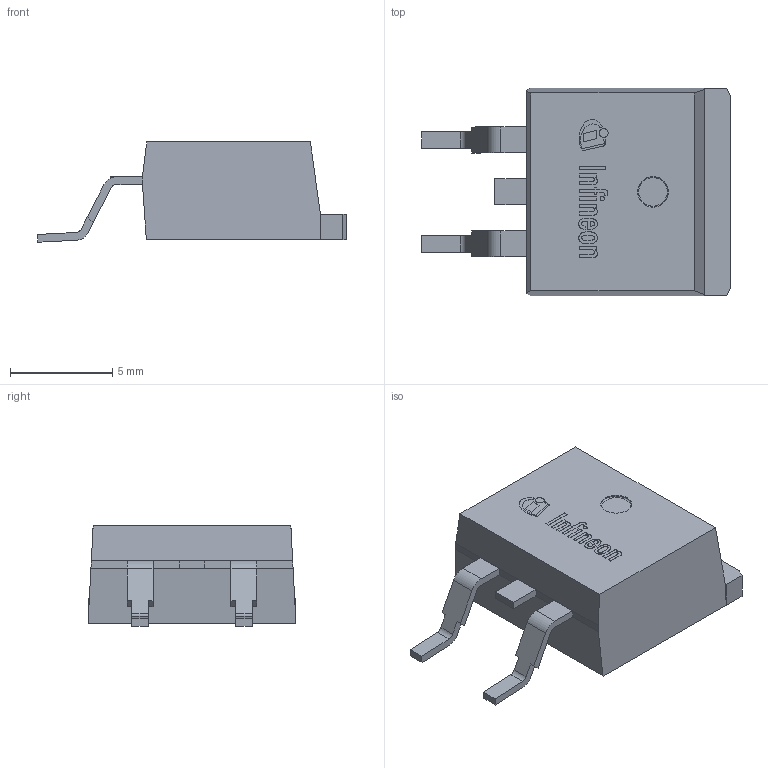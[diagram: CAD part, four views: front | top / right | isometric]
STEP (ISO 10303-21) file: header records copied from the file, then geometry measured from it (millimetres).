
FILE_DESCRIPTION(/* description */ (''),/* implementation_level */ '2;1');
FILE_NAME(/* name */ '1.stp',/* time_stamp */ '2024-05-30T20:20:19+05:30',/* author */ ('sivamani'),/* organization */ (''),/* preprocessor_version */ 'ST-DEVELOPER v19.2',/* originating_system */ 'AutoCAD Mechanical',/* authorisation */ '');
FILE_SCHEMA (('AUTOMOTIVE_DESIGN { 1 0 10303 214 3 1 1 }'));
Length unit declared in the file: millimetre
Products named in the file (1): Product
Bounding box: 15.1 x 10.16 x 4.91 mm (x, y, z)
Volume: 465.5 mm3; surface area: 538.6 mm2
Topology: 17 solids, 17 shells, 183 faces, 443 edges, 295 vertices
Faces by surface type: plane 151, bspline 18, cylinder 13, torus 1
Full cylindrical faces by diameter (mm): 0.213 x1, 0.438 x1, 1.5 x1
Entity records: 5533 total; most frequent: CARTESIAN_POINT 1292, ORIENTED_EDGE 886, DIRECTION 767, EDGE_CURVE 443, LINE 379, VECTOR 379, VERTEX_POINT 295, AXIS2_PLACEMENT_3D 194
